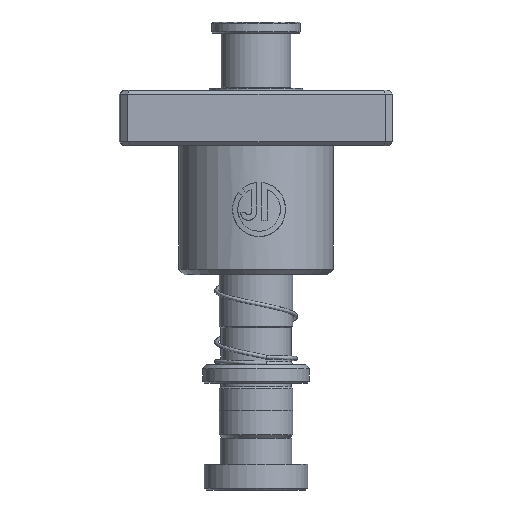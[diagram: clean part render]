
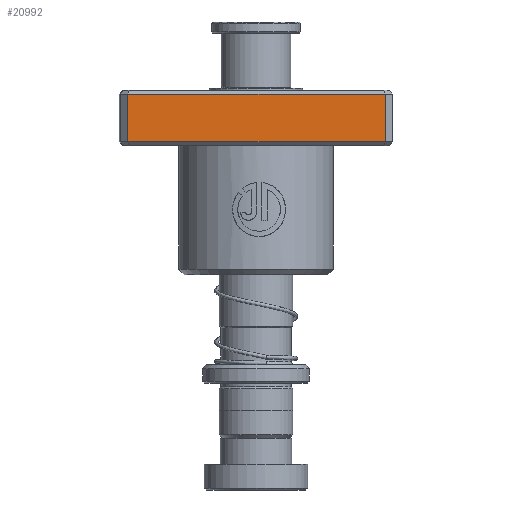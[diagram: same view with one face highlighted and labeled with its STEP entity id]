
A CAD part, front view. The second image highlights one B-rep face of the part: STEP entity #20992.
In plain terms, the highlighted face is planar.
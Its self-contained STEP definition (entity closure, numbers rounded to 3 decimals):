
#120 = AXIS2_PLACEMENT_3D ( 'NONE', #15005, #20393, #31239 ) ;
#2246 = LINE ( 'NONE', #9725, #14633 ) ;
#3162 = EDGE_CURVE ( 'NONE', #10353, #27197, #5698, .T. ) ;
#3660 = CARTESIAN_POINT ( 'NONE',  ( -35., 22., 15. ) ) ;
#5698 = LINE ( 'NONE', #3660, #7839 ) ;
#5712 = EDGE_CURVE ( 'NONE', #28030, #27197, #2246, .T. ) ;
#6487 = DIRECTION ( 'NONE',  ( 0., 0., -1. ) ) ;
#7569 = EDGE_LOOP ( 'NONE', ( #26889, #24704, #32356, #23693 ) ) ;
#7839 = VECTOR ( 'NONE', #16928, 1000. ) ;
#8941 = CARTESIAN_POINT ( 'NONE',  ( 35., 22., 14. ) ) ;
#9725 = CARTESIAN_POINT ( 'NONE',  ( -35., 22., 1. ) ) ;
#10353 = VERTEX_POINT ( 'NONE', #21576 ) ;
#12241 = VECTOR ( 'NONE', #28019, 1000. ) ;
#12689 = DIRECTION ( 'NONE',  ( -1., 0., 0. ) ) ;
#13676 = CARTESIAN_POINT ( 'NONE',  ( 35., 22., 1. ) ) ;
#14633 = VECTOR ( 'NONE', #12689, 1000. ) ;
#15005 = CARTESIAN_POINT ( 'NONE',  ( -35., 22., 15. ) ) ;
#16555 = EDGE_CURVE ( 'NONE', #25895, #28030, #24729, .T. ) ;
#16928 = DIRECTION ( 'NONE',  ( 0., 0., -1. ) ) ;
#18754 = CARTESIAN_POINT ( 'NONE',  ( -35., 22., 1. ) ) ;
#20368 = LINE ( 'NONE', #8941, #12241 ) ;
#20393 = DIRECTION ( 'NONE',  ( 0., -1., 0. ) ) ;
#20992 = ADVANCED_FACE ( 'NONE', ( #33669 ), #25981, .F. ) ;
#21576 = CARTESIAN_POINT ( 'NONE',  ( -35., 22., 14. ) ) ;
#23693 = ORIENTED_EDGE ( 'NONE', *, *, #24266, .T. ) ;
#24266 = EDGE_CURVE ( 'NONE', #10353, #25895, #20368, .T. ) ;
#24704 = ORIENTED_EDGE ( 'NONE', *, *, #5712, .T. ) ;
#24729 = LINE ( 'NONE', #33455, #28094 ) ;
#25895 = VERTEX_POINT ( 'NONE', #34031 ) ;
#25981 = PLANE ( 'NONE',  #120 ) ;
#26889 = ORIENTED_EDGE ( 'NONE', *, *, #16555, .T. ) ;
#27197 = VERTEX_POINT ( 'NONE', #18754 ) ;
#28019 = DIRECTION ( 'NONE',  ( 1., 0., 0. ) ) ;
#28030 = VERTEX_POINT ( 'NONE', #13676 ) ;
#28094 = VECTOR ( 'NONE', #6487, 1000. ) ;
#31239 = DIRECTION ( 'NONE',  ( 0., 0., -1. ) ) ;
#32356 = ORIENTED_EDGE ( 'NONE', *, *, #3162, .F. ) ;
#33455 = CARTESIAN_POINT ( 'NONE',  ( 35., 22., 15. ) ) ;
#33669 = FACE_OUTER_BOUND ( 'NONE', #7569, .T. ) ;
#34031 = CARTESIAN_POINT ( 'NONE',  ( 35., 22., 14. ) ) ;
